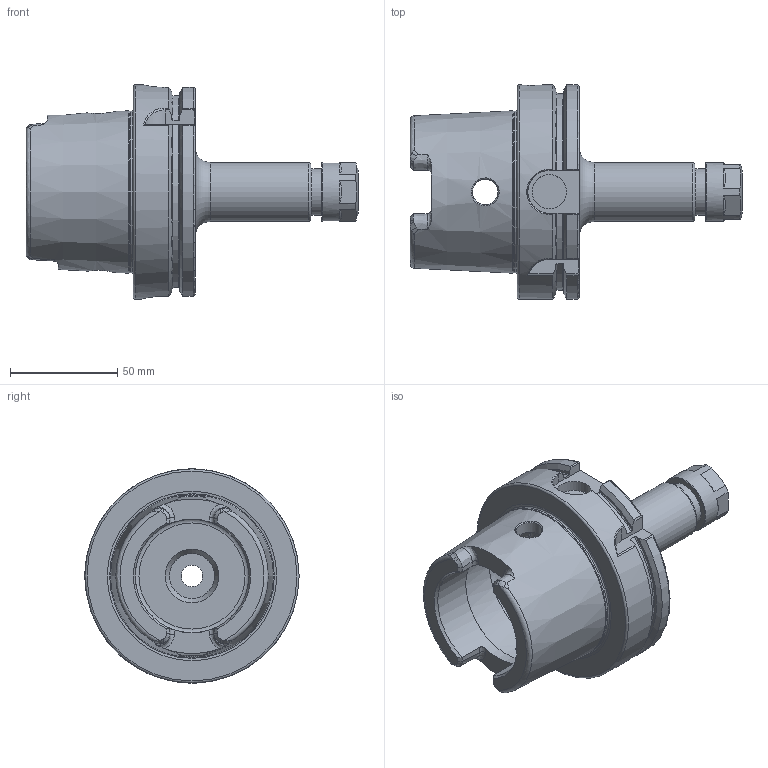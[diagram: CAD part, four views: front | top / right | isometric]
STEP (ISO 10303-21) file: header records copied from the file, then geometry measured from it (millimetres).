
FILE_DESCRIPTION(/* description */ (''),/* implementation_level */ '2;1');
FILE_NAME(/* name */ 'HSK100A-SX10-105.stp',/* time_stamp */ '2019-06-20T11:45:15-05:00',/* author */ ('ldfli'),/* organization */ ('Pioneer N.A.'),/* preprocessor_version */ 'ST-DEVELOPER v18',/* originating_system */ 'Autodesk Inventor LT',/* authorisation */ '');
FILE_SCHEMA (('AUTOMOTIVE_DESIGN { 1 0 10303 214 3 1 1 }'));
Length unit declared in the file: millimetre
Products named in the file (1): HSK100A-SX10-105
Bounding box: 155 x 100 x 100 mm (x, y, z)
Volume: 287742.4 mm3; surface area: 60987.8 mm2
Topology: 2 solids, 2 shells, 207 faces, 587 edges, 394 vertices
Faces by surface type: plane 74, bspline 46, cylinder 34, cone 28, torus 25
Full cylindrical faces by diameter (mm): 10 x1, 10.106 x1, 12 x2, 12.5 x1, 12.8 x1, 14.7 x1, 16 x1, 20.5 x1, 21 x1, 21.5 x1, 21.8 x1, 22.2 x1, 26 x1, 27.5 x2, 53 x2, 63 x1, 75.519 x1, 100 x1
Entity records: 9810 total; most frequent: CARTESIAN_POINT 4650, ORIENTED_EDGE 1178, DIRECTION 962, EDGE_CURVE 589, VERTEX_POINT 396, AXIS2_PLACEMENT_3D 385, EDGE_LOOP 225, CIRCLE 219
